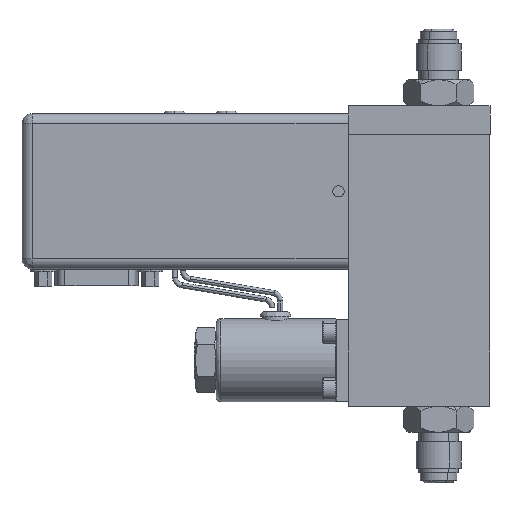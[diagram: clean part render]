
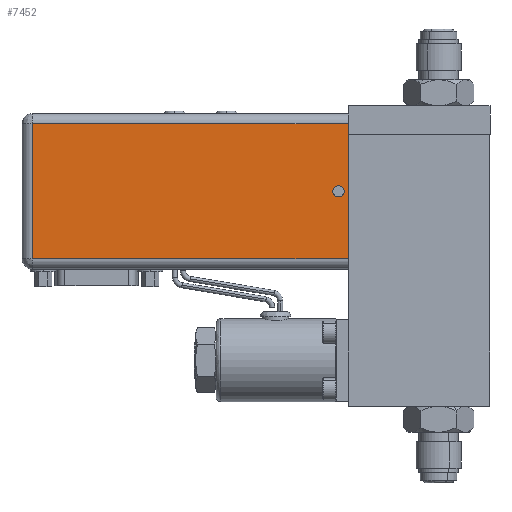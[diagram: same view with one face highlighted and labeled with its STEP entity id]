
A CAD part, left-side view. The second image highlights one B-rep face of the part: STEP entity #7452.
In plain terms, the highlighted planar face has unit normal (-1, 0, 0).
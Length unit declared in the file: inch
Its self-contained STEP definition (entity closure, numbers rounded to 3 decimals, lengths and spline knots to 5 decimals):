
#249 = CARTESIAN_POINT ( 'NONE',  ( -0.7345, 5.614, 1.796 ) ) ;
#427 = VERTEX_POINT ( 'NONE', #249 ) ;
#566 = AXIS2_PLACEMENT_3D ( 'NONE', #9149, #3226, #10152 ) ;
#686 = CARTESIAN_POINT ( 'NONE',  ( -0.7345, 1.739, 0.14 ) ) ;
#751 = CARTESIAN_POINT ( 'NONE',  ( -0.7345, 1.739, 0.968 ) ) ;
#879 = CIRCLE ( 'NONE', #11352, 0.069 ) ;
#898 = CARTESIAN_POINT ( 'NONE',  ( -0.7345, 5.614, 0.14 ) ) ;
#1492 = VECTOR ( 'NONE', #8103, 39.37008 ) ;
#1506 = EDGE_CURVE ( 'NONE', #5488, #7663, #2061, .T. ) ;
#1746 = DIRECTION ( 'NONE',  ( -1., 0., 0. ) ) ;
#1767 = CARTESIAN_POINT ( 'NONE',  ( -0.7345, 1.857, 0.899 ) ) ;
#1968 = DIRECTION ( 'NONE',  ( 1., 0., 0. ) ) ;
#2061 = LINE ( 'NONE', #2544, #12295 ) ;
#2438 = VERTEX_POINT ( 'NONE', #898 ) ;
#2544 = CARTESIAN_POINT ( 'NONE',  ( -0.7345, 1.739, 0.968 ) ) ;
#2750 = EDGE_CURVE ( 'NONE', #427, #2438, #12045, .T. ) ;
#2894 = EDGE_CURVE ( 'NONE', #5778, #4046, #879, .T. ) ;
#2940 = ORIENTED_EDGE ( 'NONE', *, *, #8254, .T. ) ;
#3002 = ORIENTED_EDGE ( 'NONE', *, *, #2750, .T. ) ;
#3226 = DIRECTION ( 'NONE',  ( 1., 0., 0. ) ) ;
#4046 = VERTEX_POINT ( 'NONE', #1767 ) ;
#4396 = LINE ( 'NONE', #6122, #1492 ) ;
#4666 = ORIENTED_EDGE ( 'NONE', *, *, #2894, .T. ) ;
#4721 = VECTOR ( 'NONE', #9801, 39.37008 ) ;
#5488 = VERTEX_POINT ( 'NONE', #12252 ) ;
#5778 = VERTEX_POINT ( 'NONE', #12230 ) ;
#6122 = CARTESIAN_POINT ( 'NONE',  ( -0.7345, 1.739, 1.796 ) ) ;
#7273 = EDGE_CURVE ( 'NONE', #4046, #5778, #8283, .T. ) ;
#7418 = EDGE_LOOP ( 'NONE', ( #4666, #9981 ) ) ;
#7452 = ADVANCED_FACE ( 'NONE', ( #9375, #12065 ), #12621, .T. ) ;
#7561 = VECTOR ( 'NONE', #7570, 39.37008 ) ;
#7570 = DIRECTION ( 'NONE',  ( 0., 1., 0. ) ) ;
#7663 = VERTEX_POINT ( 'NONE', #7980 ) ;
#7835 = EDGE_LOOP ( 'NONE', ( #3002, #11182, #9986, #2940 ) ) ;
#7849 = CARTESIAN_POINT ( 'NONE',  ( -0.7345, 5.614, 0.968 ) ) ;
#7857 = CARTESIAN_POINT ( 'NONE',  ( -0.7345, 1.857, 0.968 ) ) ;
#7980 = CARTESIAN_POINT ( 'NONE',  ( -0.7345, 1.739, 0.14 ) ) ;
#8103 = DIRECTION ( 'NONE',  ( 0., 1., 0. ) ) ;
#8254 = EDGE_CURVE ( 'NONE', #5488, #427, #4396, .T. ) ;
#8283 = CIRCLE ( 'NONE', #566, 0.069 ) ;
#8624 = DIRECTION ( 'NONE',  ( 0., 0., 1. ) ) ;
#8847 = DIRECTION ( 'NONE',  ( 0., 0., 1. ) ) ;
#9149 = CARTESIAN_POINT ( 'NONE',  ( -0.7345, 1.857, 0.968 ) ) ;
#9375 = FACE_OUTER_BOUND ( 'NONE', #7835, .T. ) ;
#9801 = DIRECTION ( 'NONE',  ( 0., 0., -1. ) ) ;
#9981 = ORIENTED_EDGE ( 'NONE', *, *, #7273, .T. ) ;
#9986 = ORIENTED_EDGE ( 'NONE', *, *, #1506, .F. ) ;
#10152 = DIRECTION ( 'NONE',  ( 0., 0., 1. ) ) ;
#10209 = LINE ( 'NONE', #686, #7561 ) ;
#10448 = DIRECTION ( 'NONE',  ( 0., 0., -1. ) ) ;
#10475 = AXIS2_PLACEMENT_3D ( 'NONE', #751, #1746, #8624 ) ;
#10783 = EDGE_CURVE ( 'NONE', #7663, #2438, #10209, .T. ) ;
#11182 = ORIENTED_EDGE ( 'NONE', *, *, #10783, .F. ) ;
#11352 = AXIS2_PLACEMENT_3D ( 'NONE', #7857, #1968, #8847 ) ;
#12045 = LINE ( 'NONE', #7849, #4721 ) ;
#12065 = FACE_BOUND ( 'NONE', #7418, .T. ) ;
#12230 = CARTESIAN_POINT ( 'NONE',  ( -0.7345, 1.857, 1.037 ) ) ;
#12252 = CARTESIAN_POINT ( 'NONE',  ( -0.7345, 1.739, 1.796 ) ) ;
#12295 = VECTOR ( 'NONE', #10448, 39.37008 ) ;
#12621 = PLANE ( 'NONE',  #10475 ) ;
